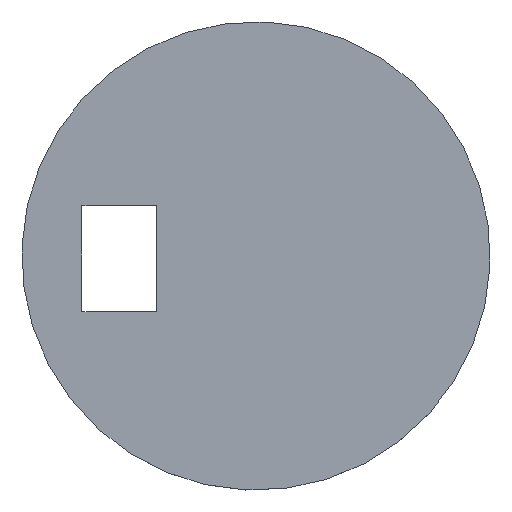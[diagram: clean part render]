
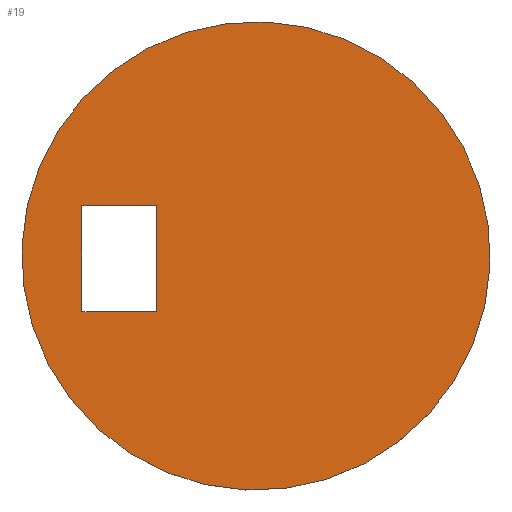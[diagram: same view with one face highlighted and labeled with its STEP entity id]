
A CAD part, top view. The second image highlights one B-rep face of the part: STEP entity #19.
In plain terms, the highlighted planar face has unit normal (0, 0, 1).
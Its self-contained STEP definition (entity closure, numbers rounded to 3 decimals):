
#16=FACE_BOUND('',#37,.T.);
#19=ADVANCED_FACE('',(#27,#16),#132,.T.);
#27=FACE_OUTER_BOUND('',#36,.T.);
#36=EDGE_LOOP('',(#53,#54));
#37=EDGE_LOOP('',(#55,#56,#57,#58));
#53=ORIENTED_EDGE('',*,*,#81,.T.);
#54=ORIENTED_EDGE('',*,*,#96,.T.);
#55=ORIENTED_EDGE('',*,*,#89,.T.);
#56=ORIENTED_EDGE('',*,*,#86,.T.);
#57=ORIENTED_EDGE('',*,*,#87,.T.);
#58=ORIENTED_EDGE('',*,*,#88,.T.);
#81=EDGE_CURVE('',#120,#130,#112,.T.);
#86=EDGE_CURVE('',#125,#126,#101,.T.);
#87=EDGE_CURVE('',#126,#127,#102,.T.);
#88=EDGE_CURVE('',#127,#128,#103,.T.);
#89=EDGE_CURVE('',#128,#125,#104,.T.);
#96=EDGE_CURVE('',#130,#120,#114,.T.);
#101=B_SPLINE_CURVE_WITH_KNOTS('',1,(#229,#230),.UNSPECIFIED.,.F.,.F.,(2,
2),(-22.294,-13.32),.UNSPECIFIED.);
#102=B_SPLINE_CURVE_WITH_KNOTS('',1,(#231,#232),.UNSPECIFIED.,.F.,.F.,(2,
2),(-5.573,0.756),.UNSPECIFIED.);
#103=B_SPLINE_CURVE_WITH_KNOTS('',1,(#233,#234),.UNSPECIFIED.,.F.,.F.,(2,
2),(13.32,22.294),.UNSPECIFIED.);
#104=B_SPLINE_CURVE_WITH_KNOTS('',1,(#235,#236),.UNSPECIFIED.,.F.,.F.,(2,
2),(-6.329,0.),.UNSPECIFIED.);
#112=TRIMMED_CURVE($,#116,(#219),(#220),.T.,.CARTESIAN.);
#114=TRIMMED_CURVE($,#118,(#251),(#252),.T.,.CARTESIAN.);
#116=CIRCLE('',#168,19.836);
#118=CIRCLE('',#170,19.836);
#120=VERTEX_POINT('',#202);
#125=VERTEX_POINT('',#207);
#126=VERTEX_POINT('',#208);
#127=VERTEX_POINT('',#209);
#128=VERTEX_POINT('',#210);
#130=VERTEX_POINT('',#212);
#132=PLANE('',#161);
#161=AXIS2_PLACEMENT_3D('',#195,#176,$);
#168=AXIS2_PLACEMENT_3D($,#218,#184,#185);
#170=AXIS2_PLACEMENT_3D($,#250,#188,#189);
#176=DIRECTION('',(0.,0.,1.));
#184=DIRECTION('',(0.,0.,1.));
#185=DIRECTION('',(-0.462,0.887,0.));
#188=DIRECTION('',(0.,0.,1.));
#189=DIRECTION('',(0.462,-0.887,0.));
#195=CARTESIAN_POINT('',(-23.524,-24.787,22.069));
#202=CARTESIAN_POINT('',(-7.896,17.599,22.069));
#207=CARTESIAN_POINT('',(-13.469,-4.694,22.069));
#208=CARTESIAN_POINT('',(-13.469,4.28,22.069));
#209=CARTESIAN_POINT('',(-7.14,4.28,22.069));
#210=CARTESIAN_POINT('',(-7.14,-4.694,22.069));
#212=CARTESIAN_POINT('',(10.437,-17.583,22.069));
#218=CARTESIAN_POINT('',(1.271,0.008,22.069));
#219=CARTESIAN_POINT('',(-7.896,17.599,22.069));
#220=CARTESIAN_POINT('',(10.437,-17.583,22.069));
#229=CARTESIAN_POINT('',(-13.469,-4.694,22.069));
#230=CARTESIAN_POINT('',(-13.469,4.28,22.069));
#231=CARTESIAN_POINT('',(-13.469,4.28,22.069));
#232=CARTESIAN_POINT('',(-7.14,4.28,22.069));
#233=CARTESIAN_POINT('',(-7.14,4.28,22.069));
#234=CARTESIAN_POINT('',(-7.14,-4.694,22.069));
#235=CARTESIAN_POINT('',(-7.14,-4.694,22.069));
#236=CARTESIAN_POINT('',(-13.469,-4.694,22.069));
#250=CARTESIAN_POINT('',(1.271,0.008,22.069));
#251=CARTESIAN_POINT('',(10.437,-17.583,22.069));
#252=CARTESIAN_POINT('',(-7.896,17.599,22.069));
